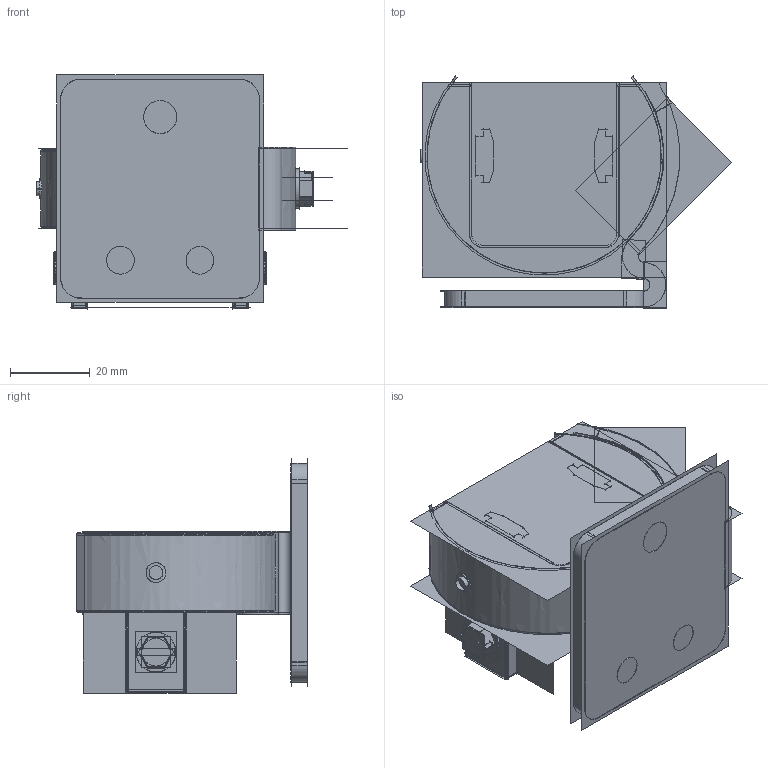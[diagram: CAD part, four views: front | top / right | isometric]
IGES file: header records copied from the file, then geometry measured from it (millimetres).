
Start section:  PTC IGES file: 181246.igs
Global section: file name: 181246.igs; native system: Creo Parametric by Parametric Technology Corporation; preprocessor: 2013230; author: pdmadmin; organization: Unknown; date: 20150818.163725; units: millimetre
Bounding box: 78.41 x 58.33 x 58.88 mm (x, y, z)
Volume: 39760.8 mm3; surface area: 130974.3 mm2
Topology: 7 solids, 14 shells, 1296 faces, 6638 edges, 8270 vertices
Faces by surface type: bspline 898, revolution 398
